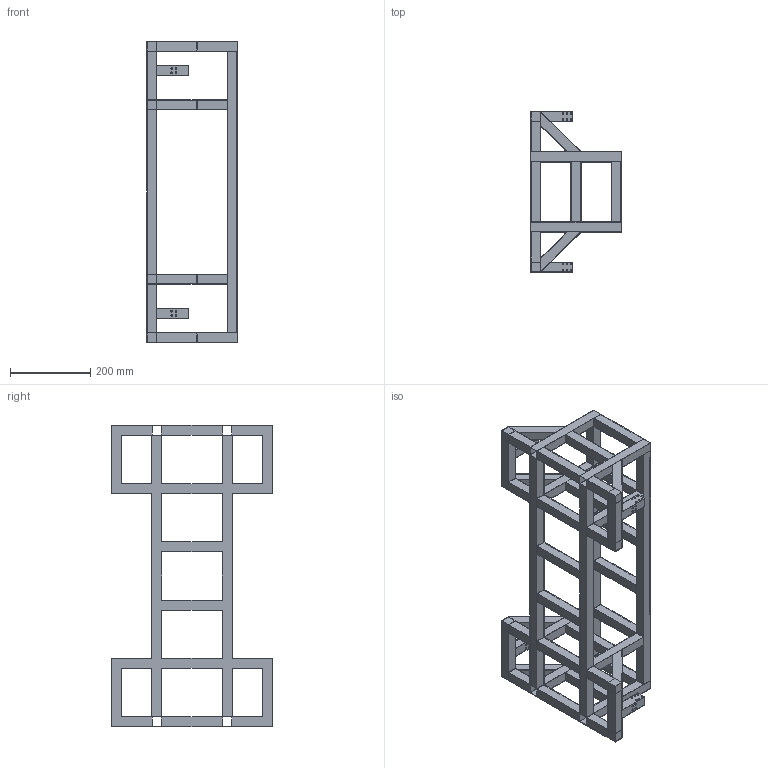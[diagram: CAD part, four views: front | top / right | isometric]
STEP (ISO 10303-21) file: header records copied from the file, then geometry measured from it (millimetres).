
FILE_DESCRIPTION (( 'STEP AP203' ), '1' );
FILE_NAME ('body_Default_sldprt.STEP', '2019-06-05T12:18:20', ( '' ), ( '' ), 'SwSTEP 2.0', 'SolidWorks 2017', '' );
FILE_SCHEMA (( 'CONFIG_CONTROL_DESIGN' ));
Length unit declared in the file: millimetre
Products named in the file (1): body_Default_sldprt
Bounding box: 225 x 400.09 x 750 mm (x, y, z)
Volume: 903282.4 mm3; surface area: 1799318.6 mm2
Topology: 1 solids, 53 shells, 708 faces, 1788 edges, 1148 vertices
Faces by surface type: plane 548, cylinder 160
Entity records: 21377 total; most frequent: CARTESIAN_POINT 3645, ORIENTED_EDGE 3576, DIRECTION 3526, EDGE_CURVE 1788, VECTOR 1468, LINE 1468, VERTEX_POINT 1148, AXIS2_PLACEMENT_3D 1029
